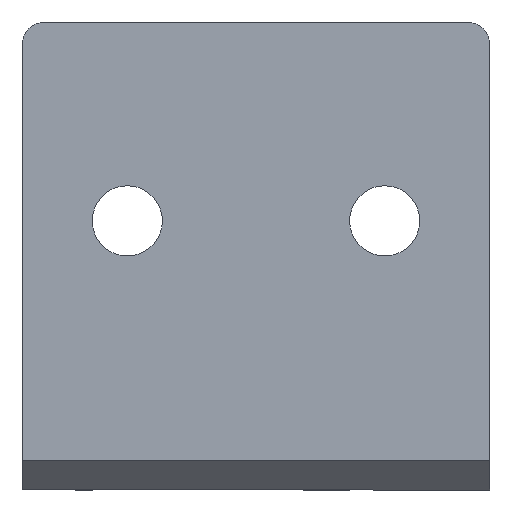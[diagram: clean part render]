
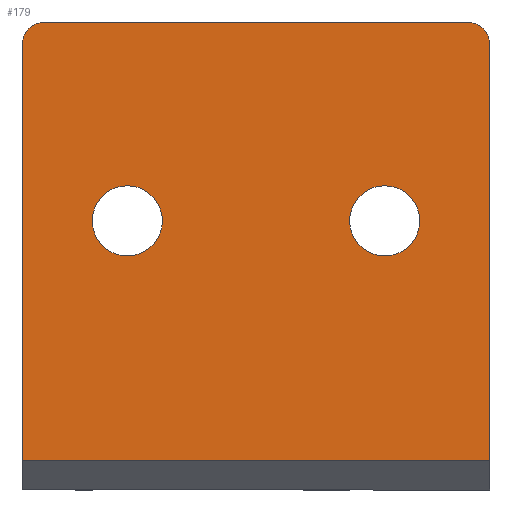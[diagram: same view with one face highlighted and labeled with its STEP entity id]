
A CAD part, front view. The second image highlights one B-rep face of the part: STEP entity #179.
In plain terms, the highlighted planar face has unit normal (0, -1, 0).
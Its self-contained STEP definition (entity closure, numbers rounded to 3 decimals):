
#179=ADVANCED_FACE('',(#829,#831,#833),#835,.T.);
#829=FACE_BOUND('',#830,.T.);
#830=EDGE_LOOP('',(#2030,#2031,#2032,#2033,#2034,#2035));
#831=FACE_BOUND('',#832,.T.);
#832=EDGE_LOOP('',(#2036));
#833=FACE_BOUND('',#834,.T.);
#834=EDGE_LOOP('',(#2037));
#835=PLANE('',#836);
#836=AXIS2_PLACEMENT_3D('',#837,#838,#839);
#837=CARTESIAN_POINT('',(0.,0.,20.));
#838=DIRECTION('',(0.,-1.,0.));
#839=DIRECTION('',(0.,0.,-1.));
#2030=ORIENTED_EDGE('',*,*,#2352,.F.);
#2031=ORIENTED_EDGE('',*,*,#2320,.T.);
#2032=ORIENTED_EDGE('',*,*,#2353,.T.);
#2033=ORIENTED_EDGE('',*,*,#2311,.F.);
#2034=ORIENTED_EDGE('',*,*,#2354,.F.);
#2035=ORIENTED_EDGE('',*,*,#2355,.F.);
#2036=ORIENTED_EDGE('',*,*,#2356,.T.);
#2037=ORIENTED_EDGE('',*,*,#2357,.T.);
#2311=EDGE_CURVE('',#2512,#2514,#2515,.T.);
#2320=EDGE_CURVE('',#2529,#2527,#2530,.T.);
#2352=EDGE_CURVE('',#2529,#2592,#2593,.F.);
#2353=EDGE_CURVE('',#2527,#2514,#2594,.T.);
#2354=EDGE_CURVE('',#2595,#2512,#2596,.F.);
#2355=EDGE_CURVE('',#2592,#2595,#2597,.T.);
#2356=EDGE_CURVE('',#2598,#2598,#2599,.T.);
#2357=EDGE_CURVE('',#2600,#2600,#2601,.T.);
#2512=VERTEX_POINT('',#2866);
#2514=VERTEX_POINT('',#2870);
#2515=LINE('',#2871,#2872);
#2527=VERTEX_POINT('',#2899);
#2529=VERTEX_POINT('',#2903);
#2530=LINE('',#2904,#2905);
#2592=VERTEX_POINT('',#3070);
#2593=CIRCLE('',#3071,1.);
#2594=LINE('',#3075,#3076);
#2595=VERTEX_POINT('',#3078);
#2596=CIRCLE('',#3079,1.);
#2597=LINE('',#3083,#3084);
#2598=VERTEX_POINT('',#3086);
#2599=CIRCLE('',#3087,1.5);
#2600=VERTEX_POINT('',#3091);
#2601=CIRCLE('',#3092,1.5);
#2866=CARTESIAN_POINT('',(20.,0.,19.));
#2870=CARTESIAN_POINT('',(20.,0.,1.25));
#2871=CARTESIAN_POINT('',(20.,0.,19.));
#2872=VECTOR('',#2873,1.);
#2873=DIRECTION('',(0.,0.,-1.));
#2899=CARTESIAN_POINT('',(0.,0.,1.25));
#2903=CARTESIAN_POINT('',(0.,0.,19.));
#2904=CARTESIAN_POINT('',(0.,0.,19.));
#2905=VECTOR('',#2906,1.);
#2906=DIRECTION('',(0.,0.,-1.));
#3070=CARTESIAN_POINT('',(1.,0.,20.));
#3071=AXIS2_PLACEMENT_3D('',#3072,#3073,#3074);
#3072=CARTESIAN_POINT('',(1.,0.,19.));
#3073=DIRECTION('',(0.,-1.,0.));
#3074=DIRECTION('',(0.,0.,1.));
#3075=CARTESIAN_POINT('',(0.,0.,1.25));
#3076=VECTOR('',#3077,1.);
#3077=DIRECTION('',(1.,0.,0.));
#3078=CARTESIAN_POINT('',(19.,0.,20.));
#3079=AXIS2_PLACEMENT_3D('',#3080,#3081,#3082);
#3080=CARTESIAN_POINT('',(19.,0.,19.));
#3081=DIRECTION('',(0.,-1.,0.));
#3082=DIRECTION('',(1.,0.,0.));
#3083=CARTESIAN_POINT('',(1.,0.,20.));
#3084=VECTOR('',#3085,1.);
#3085=DIRECTION('',(1.,0.,0.));
#3086=CARTESIAN_POINT('',(3.,0.,11.5));
#3087=AXIS2_PLACEMENT_3D('',#3088,#3089,#3090);
#3088=CARTESIAN_POINT('',(4.5,0.,11.5));
#3089=DIRECTION('',(0.,1.,0.));
#3090=DIRECTION('',(-1.,0.,0.));
#3091=CARTESIAN_POINT('',(14.,0.,11.5));
#3092=AXIS2_PLACEMENT_3D('',#3093,#3094,#3095);
#3093=CARTESIAN_POINT('',(15.5,0.,11.5));
#3094=DIRECTION('',(0.,1.,0.));
#3095=DIRECTION('',(-1.,0.,0.));
